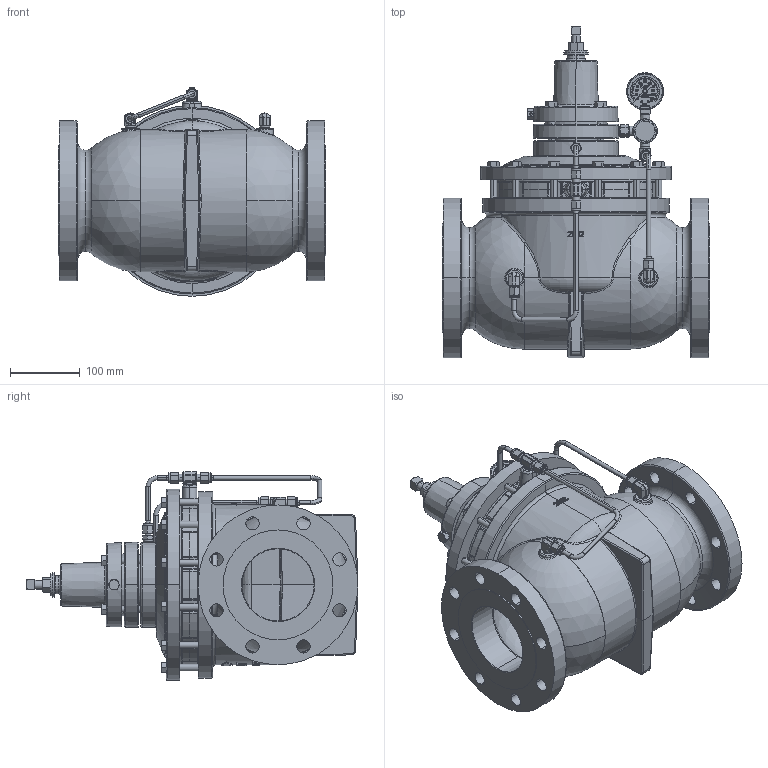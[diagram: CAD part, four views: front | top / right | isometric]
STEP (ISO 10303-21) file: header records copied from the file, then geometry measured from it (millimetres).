
FILE_DESCRIPTION (( 'STEP AP203' ), '1' );
FILE_NAME ('4 INCH 418 FGT BP-NV-D (ALKD).STEP', '2014-08-06T20:10:49', ( 'PCTech' ), ( 'Microsoft' ), 'SwSTEP 2.0', 'SolidWorks 2014', '' );
FILE_SCHEMA (( 'CONFIG_CONTROL_DESIGN' ));
Products named in the file (1): 4 INCH 418 FGT BP-NV-D (ALKD)
Bounding box: 382.59 x 474.67 x 298.37 mm (x, y, z)
Volume: 10452970.4 mm3; surface area: 976705.8 mm2
Topology: 1 solids, 2 shells, 3919 faces, 9852 edges, 6215 vertices
Faces by surface type: plane 1651, bspline 1054, cylinder 598, cone 361, torus 166, sphere 89
Entity records: 171705 total; most frequent: CARTESIAN_POINT 86510, ORIENTED_EDGE 19644, DIRECTION 14613, EDGE_CURVE 9822, VERTEX_POINT 6210, AXIS2_PLACEMENT_3D 5130, VECTOR 4353, LINE 4353
